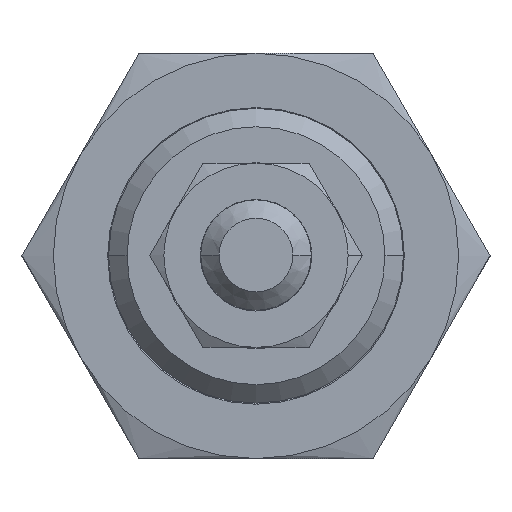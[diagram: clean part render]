
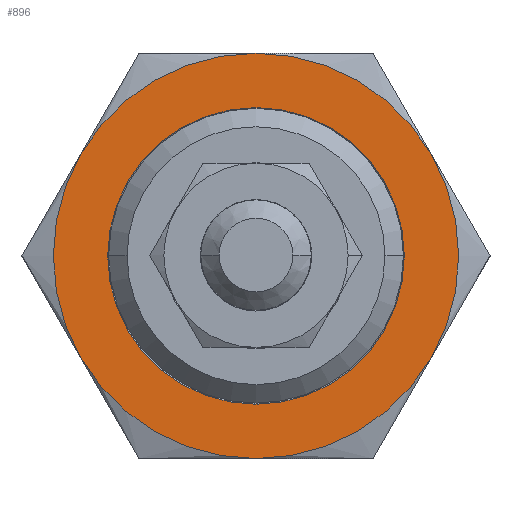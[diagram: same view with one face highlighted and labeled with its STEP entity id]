
A CAD part, top view. The second image highlights one B-rep face of the part: STEP entity #896.
In plain terms, the highlighted planar face has unit normal (0, 0, 1).
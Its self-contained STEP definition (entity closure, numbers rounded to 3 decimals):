
#80 = DIRECTION ( 'NONE',  ( 0.866, 0.5, 0. ) ) ;
#103 = AXIS2_PLACEMENT_3D ( 'NONE', #4700, #10962, #80 ) ;
#396 = AXIS2_PLACEMENT_3D ( 'NONE', #8829, #1608, #4176 ) ;
#413 = DIRECTION ( 'NONE',  ( 0., 0., -1. ) ) ;
#625 = DIRECTION ( 'NONE',  ( 0., 0., -1. ) ) ;
#632 = CARTESIAN_POINT ( 'NONE',  ( 0., 0., 224.5 ) ) ;
#893 = CARTESIAN_POINT ( 'NONE',  ( -9.526, 5.5, 224.5 ) ) ;
#896 = ADVANCED_FACE ( 'NONE', ( #1206, #7368 ), #11069, .F. ) ;
#903 = ORIENTED_EDGE ( 'NONE', *, *, #6590, .F. ) ;
#1090 = CARTESIAN_POINT ( 'NONE',  ( -9.526, -5.5, 224.5 ) ) ;
#1200 = DIRECTION ( 'NONE',  ( 0.866, 0.5, 0. ) ) ;
#1206 = FACE_BOUND ( 'NONE', #9430, .T. ) ;
#1302 = CARTESIAN_POINT ( 'NONE',  ( 0., 0., 224.5 ) ) ;
#1541 = CIRCLE ( 'NONE', #6491, 11. ) ;
#1608 = DIRECTION ( 'NONE',  ( 0., 0., -1. ) ) ;
#1868 = AXIS2_PLACEMENT_3D ( 'NONE', #632, #7860, #3352 ) ;
#1934 = CIRCLE ( 'NONE', #3462, 11. ) ;
#2011 = VERTEX_POINT ( 'NONE', #4398 ) ;
#2079 = CARTESIAN_POINT ( 'NONE',  ( 0., 0., 224.5 ) ) ;
#2483 = VERTEX_POINT ( 'NONE', #1090 ) ;
#2525 = DIRECTION ( 'NONE',  ( 0.866, 0.5, 0. ) ) ;
#2851 = CARTESIAN_POINT ( 'NONE',  ( 6.972, 4.025, 224.5 ) ) ;
#3116 = CARTESIAN_POINT ( 'NONE',  ( 0., 11., 224.5 ) ) ;
#3352 = DIRECTION ( 'NONE',  ( 0.866, 0.5, 0. ) ) ;
#3386 = VERTEX_POINT ( 'NONE', #7936 ) ;
#3462 = AXIS2_PLACEMENT_3D ( 'NONE', #1302, #413, #1200 ) ;
#3839 = EDGE_CURVE ( 'NONE', #9357, #9854, #9598, .T. ) ;
#3910 = DIRECTION ( 'NONE',  ( 0., 0., -1. ) ) ;
#4176 = DIRECTION ( 'NONE',  ( 0.866, 0.5, 0. ) ) ;
#4398 = CARTESIAN_POINT ( 'NONE',  ( 0., -11., 224.5 ) ) ;
#4624 = VERTEX_POINT ( 'NONE', #893 ) ;
#4640 = ORIENTED_EDGE ( 'NONE', *, *, #5842, .F. ) ;
#4700 = CARTESIAN_POINT ( 'NONE',  ( 0., 0., 224.5 ) ) ;
#4895 = CARTESIAN_POINT ( 'NONE',  ( 0., 0., 224.5 ) ) ;
#4909 = CIRCLE ( 'NONE', #6038, 11. ) ;
#5128 = DIRECTION ( 'NONE',  ( 0.866, 0.5, 0. ) ) ;
#5171 = CARTESIAN_POINT ( 'NONE',  ( 0., 0., 224.5 ) ) ;
#5692 = CIRCLE ( 'NONE', #396, 11. ) ;
#5704 = AXIS2_PLACEMENT_3D ( 'NONE', #9874, #9627, #5128 ) ;
#5828 = EDGE_CURVE ( 'NONE', #3386, #8837, #10600, .T. ) ;
#5842 = EDGE_CURVE ( 'NONE', #2483, #4624, #5692, .T. ) ;
#6038 = AXIS2_PLACEMENT_3D ( 'NONE', #4895, #3910, #11168 ) ;
#6328 = EDGE_CURVE ( 'NONE', #8837, #3386, #7422, .T. ) ;
#6491 = AXIS2_PLACEMENT_3D ( 'NONE', #5171, #625, #2525 ) ;
#6590 = EDGE_CURVE ( 'NONE', #9854, #8822, #1541, .T. ) ;
#6712 = ORIENTED_EDGE ( 'NONE', *, *, #10161, .F. ) ;
#7350 = EDGE_CURVE ( 'NONE', #4624, #9357, #1934, .T. ) ;
#7368 = FACE_OUTER_BOUND ( 'NONE', #8046, .T. ) ;
#7396 = CIRCLE ( 'NONE', #7758, 11. ) ;
#7422 = CIRCLE ( 'NONE', #5704, 8.05 ) ;
#7758 = AXIS2_PLACEMENT_3D ( 'NONE', #2079, #8350, #8565 ) ;
#7860 = DIRECTION ( 'NONE',  ( 0., 0., -1. ) ) ;
#7936 = CARTESIAN_POINT ( 'NONE',  ( -6.972, -4.025, 224.5 ) ) ;
#8046 = EDGE_LOOP ( 'NONE', ( #903, #10801, #11390, #4640, #6712, #9285 ) ) ;
#8350 = DIRECTION ( 'NONE',  ( 0., 0., -1. ) ) ;
#8565 = DIRECTION ( 'NONE',  ( 0.866, 0.5, 0. ) ) ;
#8822 = VERTEX_POINT ( 'NONE', #11577 ) ;
#8829 = CARTESIAN_POINT ( 'NONE',  ( 0., 0., 224.5 ) ) ;
#8837 = VERTEX_POINT ( 'NONE', #2851 ) ;
#8868 = CARTESIAN_POINT ( 'NONE',  ( 9.526, 5.5, 224.5 ) ) ;
#8902 = AXIS2_PLACEMENT_3D ( 'NONE', #9772, #10670, #9660 ) ;
#9285 = ORIENTED_EDGE ( 'NONE', *, *, #10225, .F. ) ;
#9357 = VERTEX_POINT ( 'NONE', #3116 ) ;
#9430 = EDGE_LOOP ( 'NONE', ( #10553, #10485 ) ) ;
#9598 = CIRCLE ( 'NONE', #1868, 11. ) ;
#9627 = DIRECTION ( 'NONE',  ( 0., 0., -1. ) ) ;
#9660 = DIRECTION ( 'NONE',  ( 0.866, 0.5, 0. ) ) ;
#9772 = CARTESIAN_POINT ( 'NONE',  ( 0., 0., 224.5 ) ) ;
#9854 = VERTEX_POINT ( 'NONE', #8868 ) ;
#9874 = CARTESIAN_POINT ( 'NONE',  ( 0., 0., 224.5 ) ) ;
#10161 = EDGE_CURVE ( 'NONE', #2011, #2483, #4909, .T. ) ;
#10225 = EDGE_CURVE ( 'NONE', #8822, #2011, #7396, .T. ) ;
#10485 = ORIENTED_EDGE ( 'NONE', *, *, #6328, .T. ) ;
#10553 = ORIENTED_EDGE ( 'NONE', *, *, #5828, .T. ) ;
#10600 = CIRCLE ( 'NONE', #8902, 8.05 ) ;
#10670 = DIRECTION ( 'NONE',  ( 0., 0., -1. ) ) ;
#10801 = ORIENTED_EDGE ( 'NONE', *, *, #3839, .F. ) ;
#10962 = DIRECTION ( 'NONE',  ( 0., 0., -1. ) ) ;
#11069 = PLANE ( 'NONE',  #103 ) ;
#11168 = DIRECTION ( 'NONE',  ( 0.866, 0.5, 0. ) ) ;
#11390 = ORIENTED_EDGE ( 'NONE', *, *, #7350, .F. ) ;
#11577 = CARTESIAN_POINT ( 'NONE',  ( 9.526, -5.5, 224.5 ) ) ;
